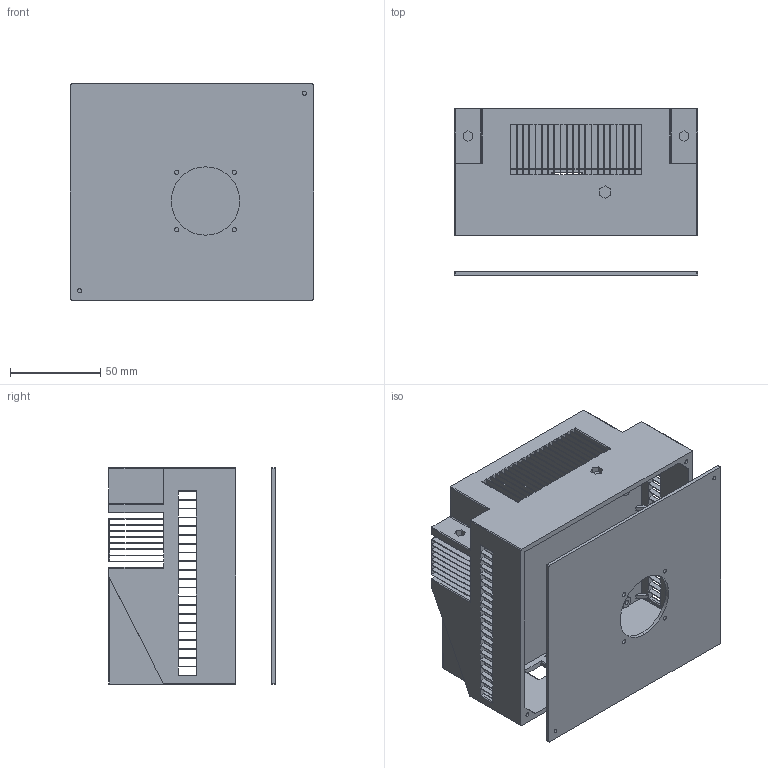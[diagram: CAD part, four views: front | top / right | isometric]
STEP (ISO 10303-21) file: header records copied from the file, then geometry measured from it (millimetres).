
FILE_DESCRIPTION (( 'USING AP203' ), '1' );
FILE_NAME ('32bit-box-base.STEP', '2024-07-05T14:52:53', ( '' ), ( '' ), '', '', '' );
FILE_SCHEMA (( 'CONFIG_CONTROL_DESIGN' ));
Length unit declared in the file: millimetre
Products named in the file (1): 32bit-box-base
Bounding box: 135 x 92.5 x 120 mm (x, y, z)
Volume: 219254.6 mm3; surface area: 323285 mm2
Topology: 2 solids, 2 shells, 688 faces, 2086 edges, 1378 vertices
Faces by surface type: plane 590, cylinder 92, bspline 4, sphere 2
Entity records: 23619 total; most frequent: CARTESIAN_POINT 4239, ORIENTED_EDGE 4172, DIRECTION 3616, EDGE_CURVE 2086, VECTOR 1898, LINE 1898, VERTEX_POINT 1378, EDGE_LOOP 922
